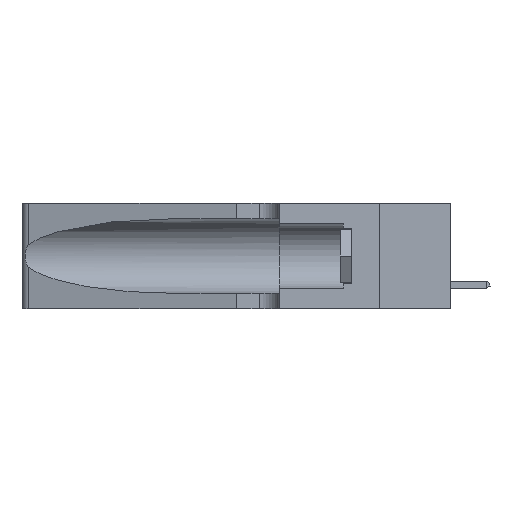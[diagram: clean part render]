
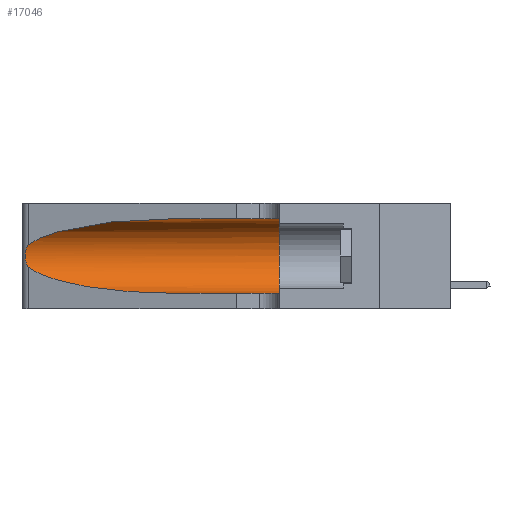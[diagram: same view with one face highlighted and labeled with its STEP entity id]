
A CAD part, left-side view. The second image highlights one B-rep face of the part: STEP entity #17046.
In plain terms, the highlighted cylindrical face has radius 3.308 mm (diameter 6.617 mm), a partial arc.
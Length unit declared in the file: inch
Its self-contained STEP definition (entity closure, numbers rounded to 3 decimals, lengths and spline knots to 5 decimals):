
#338 = CARTESIAN_POINT ( 'NONE',  ( 0.25789, 1.23486, 0.15765 ) ) ;
#448 = FACE_OUTER_BOUND ( 'NONE', #24866, .T. ) ;
#474 = ORIENTED_EDGE ( 'NONE', *, *, #2354, .T. ) ;
#756 = CARTESIAN_POINT ( 'NONE',  ( 0.25787, 1.23484, 0.2124 ) ) ;
#1246 = CARTESIAN_POINT ( 'NONE',  ( 0.25487, 1.22718, 0.14631 ) ) ;
#1260 = ORIENTED_EDGE ( 'NONE', *, *, #16967, .T. ) ;
#1902 = AXIS2_PLACEMENT_3D ( 'NONE', #6430, #19670, #26593 ) ;
#2354 = EDGE_CURVE ( 'NONE', #8831, #6231, #7208, .T. ) ;
#3020 = VERTEX_POINT ( 'NONE', #20083 ) ;
#3677 = LINE ( 'NONE', #8911, #11832 ) ;
#4182 = CARTESIAN_POINT ( 'NONE',  ( 0.1305, 0.35, 0.185 ) ) ;
#4259 = ORIENTED_EDGE ( 'NONE', *, *, #17648, .T. ) ;
#4392 = CYLINDRICAL_SURFACE ( 'NONE', #1902, 0.13025 ) ;
#4915 = DIRECTION ( 'NONE',  ( 0., -1., 0. ) ) ;
#5215 = CARTESIAN_POINT ( 'NONE',  ( 0.26075, 1.23896, 0.178 ) ) ;
#5543 = CARTESIAN_POINT ( 'NONE',  ( 0.1305, 0.72297, 0.05475 ) ) ;
#5701 = ORIENTED_EDGE ( 'NONE', *, *, #24469, .F. ) ;
#6231 = VERTEX_POINT ( 'NONE', #1246 ) ;
#6430 = CARTESIAN_POINT ( 'NONE',  ( 0.1305, 1.61858, 0.185 ) ) ;
#7189 = CARTESIAN_POINT ( 'NONE',  ( 0.25639, 1.23186, 0.15144 ) ) ;
#7208 = B_SPLINE_CURVE_WITH_KNOTS ( 'NONE', 3,
 ( #11674, #11885, #27953, #756, #25592, #20846, #27855, #5215, #14005, #21161, #338, #7189, #12199, #23517 ),
 .UNSPECIFIED., .F., .F.,
 ( 4, 2, 2, 2, 2, 2, 4 ),
 ( 0., 0.00027, 0.00053, 0.00107, 0.0016, 0.00187, 0.00214 ),
 .UNSPECIFIED. ) ;
#8727 = DIRECTION ( 'NONE',  ( 0., 0., 1. ) ) ;
#8831 = VERTEX_POINT ( 'NONE', #21939 ) ;
#8911 = CARTESIAN_POINT ( 'NONE',  ( 0.1305, 1.61858, 0.05475 ) ) ;
#8957 =( BOUNDED_CURVE ( )  B_SPLINE_CURVE ( 3, ( #23398, #14691, #16897, #21230 ),
 .UNSPECIFIED., .F., .T. ) 
 B_SPLINE_CURVE_WITH_KNOTS ( ( 4, 4 ),
 ( 3.44316, 4.71239 ),
 .UNSPECIFIED. ) 
 CURVE ( )  GEOMETRIC_REPRESENTATION_ITEM ( )  RATIONAL_B_SPLINE_CURVE ( ( 1., 0.87, 0.87, 1. ) ) 
 REPRESENTATION_ITEM ( '' )  );
#10110 = CARTESIAN_POINT ( 'NONE',  ( 0.18966, 0.96281, 0.31525 ) ) ;
#11674 = CARTESIAN_POINT ( 'NONE',  ( 0.25487, 1.22718, 0.22369 ) ) ;
#11832 = VECTOR ( 'NONE', #26911, 39.37008 ) ;
#11885 = CARTESIAN_POINT ( 'NONE',  ( 0.25555, 1.22994, 0.2215 ) ) ;
#12199 = CARTESIAN_POINT ( 'NONE',  ( 0.25555, 1.22993, 0.14849 ) ) ;
#12821 = CIRCLE ( 'NONE', #14852, 0.13025 ) ;
#13713 = VERTEX_POINT ( 'NONE', #20160 ) ;
#14005 = CARTESIAN_POINT ( 'NONE',  ( 0.26017, 1.23833, 0.17102 ) ) ;
#14324 = CARTESIAN_POINT ( 'NONE',  ( 0.2373, 1.15595, 0.28018 ) ) ;
#14691 = CARTESIAN_POINT ( 'NONE',  ( 0.2373, 1.15595, 0.08982 ) ) ;
#14852 = AXIS2_PLACEMENT_3D ( 'NONE', #4182, #19804, #8727 ) ;
#15057 = ORIENTED_EDGE ( 'NONE', *, *, #18864, .F. ) ;
#16266 = VECTOR ( 'NONE', #4915, 39.37008 ) ;
#16897 = CARTESIAN_POINT ( 'NONE',  ( 0.18966, 0.96281, 0.05475 ) ) ;
#16967 = EDGE_CURVE ( 'NONE', #28489, #20326, #3677, .T. ) ;
#17046 = ADVANCED_FACE ( 'NONE', ( #448 ), #4392, .F. ) ;
#17648 = EDGE_CURVE ( 'NONE', #3020, #8831, #24396, .T. ) ;
#18561 = CARTESIAN_POINT ( 'NONE',  ( 0.1305, 1.61858, 0.31525 ) ) ;
#18864 = EDGE_CURVE ( 'NONE', #13713, #20326, #12821, .T. ) ;
#19287 = CARTESIAN_POINT ( 'NONE',  ( 0.25487, 1.22718, 0.22369 ) ) ;
#19670 = DIRECTION ( 'NONE',  ( 0., -1., 0. ) ) ;
#19804 = DIRECTION ( 'NONE',  ( 0., 1., 0. ) ) ;
#20083 = CARTESIAN_POINT ( 'NONE',  ( 0.1305, 0.72297, 0.31525 ) ) ;
#20160 = CARTESIAN_POINT ( 'NONE',  ( 0.1305, 0.35, 0.31525 ) ) ;
#20326 = VERTEX_POINT ( 'NONE', #26922 ) ;
#20846 = CARTESIAN_POINT ( 'NONE',  ( 0.26018, 1.23835, 0.19895 ) ) ;
#21161 = CARTESIAN_POINT ( 'NONE',  ( 0.25856, 1.23593, 0.16098 ) ) ;
#21230 = CARTESIAN_POINT ( 'NONE',  ( 0.1305, 0.72297, 0.05475 ) ) ;
#21939 = CARTESIAN_POINT ( 'NONE',  ( 0.25487, 1.22718, 0.22369 ) ) ;
#23321 = LINE ( 'NONE', #18561, #16266 ) ;
#23398 = CARTESIAN_POINT ( 'NONE',  ( 0.25487, 1.22718, 0.14631 ) ) ;
#23517 = CARTESIAN_POINT ( 'NONE',  ( 0.25487, 1.22718, 0.14631 ) ) ;
#24396 =( BOUNDED_CURVE ( )  B_SPLINE_CURVE ( 3, ( #27882, #10110, #14324, #19287 ),
 .UNSPECIFIED., .F., .T. ) 
 B_SPLINE_CURVE_WITH_KNOTS ( ( 4, 4 ),
 ( 1.5708, 2.84003 ),
 .UNSPECIFIED. ) 
 CURVE ( )  GEOMETRIC_REPRESENTATION_ITEM ( )  RATIONAL_B_SPLINE_CURVE ( ( 1., 0.87, 0.87, 1. ) ) 
 REPRESENTATION_ITEM ( '' )  );
#24469 = EDGE_CURVE ( 'NONE', #3020, #13713, #23321, .T. ) ;
#24866 = EDGE_LOOP ( 'NONE', ( #4259, #474, #27756, #1260, #15057, #5701 ) ) ;
#25103 = EDGE_CURVE ( 'NONE', #6231, #28489, #8957, .T. ) ;
#25592 = CARTESIAN_POINT ( 'NONE',  ( 0.25854, 1.2359, 0.20912 ) ) ;
#26593 = DIRECTION ( 'NONE',  ( 0., 0., -1. ) ) ;
#26911 = DIRECTION ( 'NONE',  ( 0., -1., 0. ) ) ;
#26922 = CARTESIAN_POINT ( 'NONE',  ( 0.1305, 0.35, 0.05475 ) ) ;
#27756 = ORIENTED_EDGE ( 'NONE', *, *, #25103, .T. ) ;
#27855 = CARTESIAN_POINT ( 'NONE',  ( 0.26075, 1.23896, 0.19203 ) ) ;
#27882 = CARTESIAN_POINT ( 'NONE',  ( 0.1305, 0.72297, 0.31525 ) ) ;
#27953 = CARTESIAN_POINT ( 'NONE',  ( 0.25639, 1.23184, 0.21858 ) ) ;
#28489 = VERTEX_POINT ( 'NONE', #5543 ) ;
